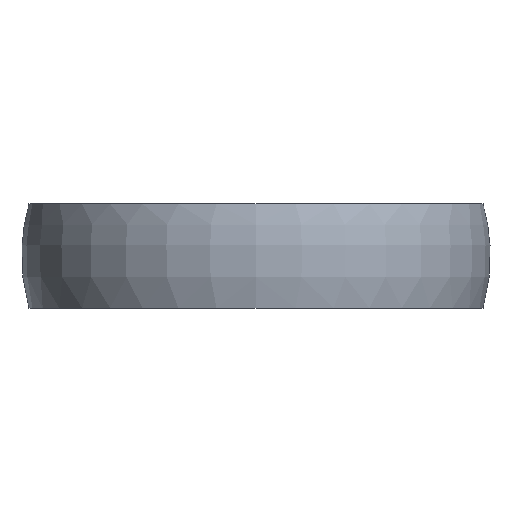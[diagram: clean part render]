
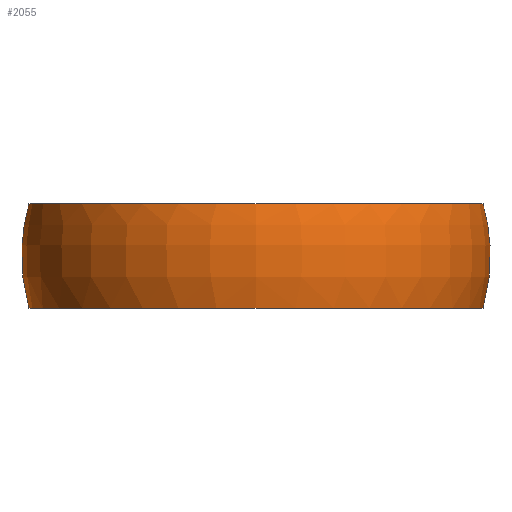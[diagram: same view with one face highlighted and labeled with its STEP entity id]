
A CAD part, front view. The second image highlights one B-rep face of the part: STEP entity #2055.
In plain terms, the highlighted toroidal (fillet/blend) face has major radius 4.293 mm and minor radius 18.207 mm.
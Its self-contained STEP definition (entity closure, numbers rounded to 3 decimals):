
#222 = VERTEX_POINT ( 'NONE', #1520 ) ;
#308 = TOROIDAL_SURFACE ( 'NONE', #5819, 4.293, 18.207 ) ;
#777 = CIRCLE ( 'NONE', #1718, 21.8 ) ;
#1006 = DIRECTION ( 'NONE',  ( 0., 0., 1. ) ) ;
#1520 = CARTESIAN_POINT ( 'NONE',  ( 21.8, 0., 5. ) ) ;
#1558 = CARTESIAN_POINT ( 'NONE',  ( 21.8, 0., -5. ) ) ;
#1718 = AXIS2_PLACEMENT_3D ( 'NONE', #3808, #1006, #4728 ) ;
#1818 = DIRECTION ( 'NONE',  ( 1., 0., 0. ) ) ;
#2055 = ADVANCED_FACE ( 'NONE', ( #11576, #8915 ), #308, .T. ) ;
#3520 = DIRECTION ( 'NONE',  ( 0., 0., 1. ) ) ;
#3808 = CARTESIAN_POINT ( 'NONE',  ( 0., 0., 5. ) ) ;
#4079 = CIRCLE ( 'NONE', #11352, 21.8 ) ;
#4728 = DIRECTION ( 'NONE',  ( 1., 0., 0. ) ) ;
#5734 = EDGE_CURVE ( 'NONE', #11357, #11357, #4079, .T. ) ;
#5819 = AXIS2_PLACEMENT_3D ( 'NONE', #7914, #3520, #10768 ) ;
#6187 = DIRECTION ( 'NONE',  ( 0., 0., 1. ) ) ;
#7245 = CARTESIAN_POINT ( 'NONE',  ( 0., 0., -5. ) ) ;
#7914 = CARTESIAN_POINT ( 'NONE',  ( 0., 0., 0. ) ) ;
#8507 = EDGE_LOOP ( 'NONE', ( #10063 ) ) ;
#8915 = FACE_OUTER_BOUND ( 'NONE', #11132, .T. ) ;
#9384 = ORIENTED_EDGE ( 'NONE', *, *, #5734, .T. ) ;
#10063 = ORIENTED_EDGE ( 'NONE', *, *, #10605, .F. ) ;
#10605 = EDGE_CURVE ( 'NONE', #222, #222, #777, .T. ) ;
#10768 = DIRECTION ( 'NONE',  ( 1., 0., 0. ) ) ;
#11132 = EDGE_LOOP ( 'NONE', ( #9384 ) ) ;
#11352 = AXIS2_PLACEMENT_3D ( 'NONE', #7245, #6187, #1818 ) ;
#11357 = VERTEX_POINT ( 'NONE', #1558 ) ;
#11576 = FACE_OUTER_BOUND ( 'NONE', #8507, .T. ) ;
